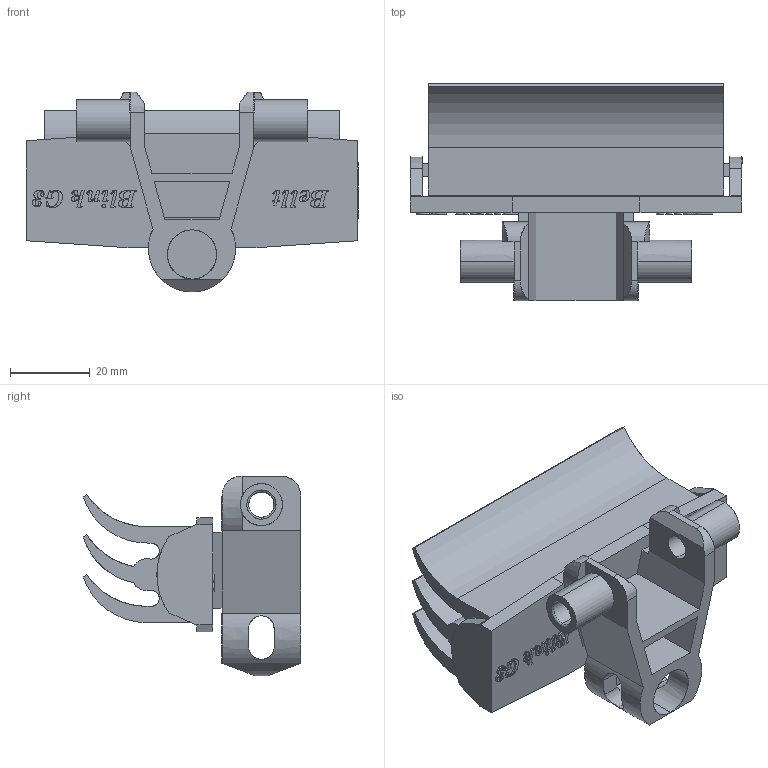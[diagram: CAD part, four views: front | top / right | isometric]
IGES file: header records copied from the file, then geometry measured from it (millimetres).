
Start section: SolidWorks IGES file using analytic representation for surfaces
Global section: file name: Série B-Link B-M83 G3.IGS; native system: SolidWorks 2024; preprocessor: SolidWorks 2024; author: User; date: 250923.135109; units: millimetre
Bounding box: 83 x 54.4 x 50 mm (x, y, z)
Surface area: 33583 mm2 (no closed solid volume)
Topology: 0 solids, 0 shells, 503 faces, 6280 edges, 6280 vertices
Faces by surface type: bspline 454, revolution 49
